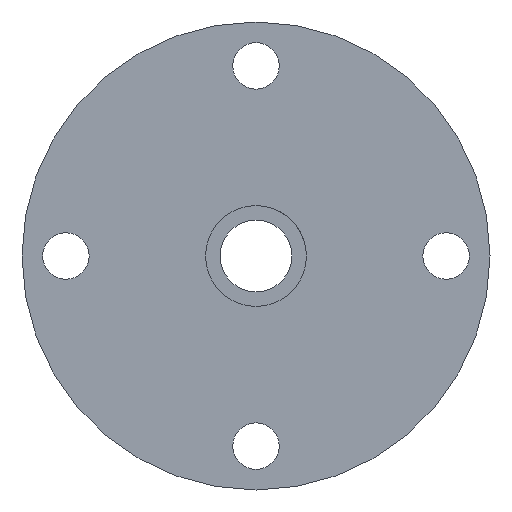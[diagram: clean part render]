
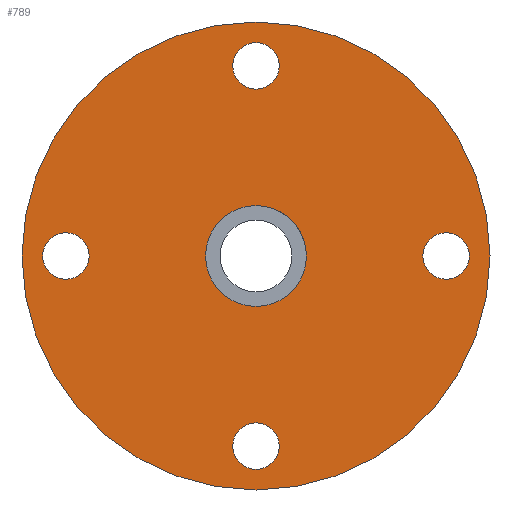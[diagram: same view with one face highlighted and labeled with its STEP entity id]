
A CAD part, front view. The second image highlights one B-rep face of the part: STEP entity #789.
In plain terms, the highlighted planar face has unit normal (0, -1, 0).
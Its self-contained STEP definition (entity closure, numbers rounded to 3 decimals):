
#10 = DIRECTION ( 'NONE',  ( 0., 0., 1. ) ) ;
#38 = CIRCLE ( 'NONE', #750, 7.94 ) ;
#41 = CARTESIAN_POINT ( 'NONE',  ( 65., -10., -7.94 ) ) ;
#49 = CARTESIAN_POINT ( 'NONE',  ( -65., -10., -7.94 ) ) ;
#54 = FACE_BOUND ( 'NONE', #108, .T. ) ;
#58 = CARTESIAN_POINT ( 'NONE',  ( 0., -10., 0. ) ) ;
#63 = EDGE_CURVE ( 'NONE', #736, #481, #552, .T. ) ;
#66 = FACE_OUTER_BOUND ( 'NONE', #1035, .T. ) ;
#72 = CARTESIAN_POINT ( 'NONE',  ( 0., -10., 80. ) ) ;
#73 = EDGE_LOOP ( 'NONE', ( #306, #837 ) ) ;
#93 = AXIS2_PLACEMENT_3D ( 'NONE', #1053, #979, #908 ) ;
#99 = DIRECTION ( 'NONE',  ( 0., 0., 1. ) ) ;
#101 = CARTESIAN_POINT ( 'NONE',  ( 0., -10., -57.06 ) ) ;
#108 = EDGE_LOOP ( 'NONE', ( #640, #906 ) ) ;
#115 = EDGE_CURVE ( 'NONE', #219, #339, #516, .T. ) ;
#133 = FACE_BOUND ( 'NONE', #73, .T. ) ;
#134 = CARTESIAN_POINT ( 'NONE',  ( -65., -10., 0. ) ) ;
#178 = CARTESIAN_POINT ( 'NONE',  ( 65., -10., 7.94 ) ) ;
#182 = EDGE_LOOP ( 'NONE', ( #227, #466 ) ) ;
#197 = ORIENTED_EDGE ( 'NONE', *, *, #63, .F. ) ;
#206 = CIRCLE ( 'NONE', #346, 17.25 ) ;
#219 = VERTEX_POINT ( 'NONE', #101 ) ;
#227 = ORIENTED_EDGE ( 'NONE', *, *, #1050, .T. ) ;
#246 = CARTESIAN_POINT ( 'NONE',  ( 0., -10., -17.25 ) ) ;
#262 = DIRECTION ( 'NONE',  ( 0., 0., 1. ) ) ;
#263 = AXIS2_PLACEMENT_3D ( 'NONE', #894, #329, #723 ) ;
#272 = DIRECTION ( 'NONE',  ( 0., 0., 1. ) ) ;
#291 = CARTESIAN_POINT ( 'NONE',  ( 0., -10., -72.94 ) ) ;
#294 = AXIS2_PLACEMENT_3D ( 'NONE', #58, #784, #1019 ) ;
#298 = EDGE_CURVE ( 'NONE', #766, #1044, #943, .T. ) ;
#300 = VERTEX_POINT ( 'NONE', #914 ) ;
#302 = FACE_BOUND ( 'NONE', #851, .T. ) ;
#303 = EDGE_CURVE ( 'NONE', #481, #736, #394, .T. ) ;
#306 = ORIENTED_EDGE ( 'NONE', *, *, #115, .T. ) ;
#329 = DIRECTION ( 'NONE',  ( 0., 1., 0. ) ) ;
#332 = DIRECTION ( 'NONE',  ( 0., 1., 0. ) ) ;
#339 = VERTEX_POINT ( 'NONE', #291 ) ;
#346 = AXIS2_PLACEMENT_3D ( 'NONE', #593, #913, #272 ) ;
#349 = CARTESIAN_POINT ( 'NONE',  ( 0., -10., -65. ) ) ;
#371 = DIRECTION ( 'NONE',  ( 0., 1., 0. ) ) ;
#386 = CARTESIAN_POINT ( 'NONE',  ( -65., -10., 0. ) ) ;
#394 = CIRCLE ( 'NONE', #990, 80. ) ;
#424 = AXIS2_PLACEMENT_3D ( 'NONE', #690, #994, #262 ) ;
#427 = EDGE_CURVE ( 'NONE', #892, #300, #595, .T. ) ;
#441 = EDGE_CURVE ( 'NONE', #300, #892, #904, .T. ) ;
#453 = FACE_BOUND ( 'NONE', #182, .T. ) ;
#454 = DIRECTION ( 'NONE',  ( 0., 0., 1. ) ) ;
#459 = FACE_BOUND ( 'NONE', #1009, .T. ) ;
#466 = ORIENTED_EDGE ( 'NONE', *, *, #724, .T. ) ;
#471 = AXIS2_PLACEMENT_3D ( 'NONE', #134, #966, #796 ) ;
#476 = ORIENTED_EDGE ( 'NONE', *, *, #303, .F. ) ;
#481 = VERTEX_POINT ( 'NONE', #72 ) ;
#516 = CIRCLE ( 'NONE', #263, 7.94 ) ;
#530 = CIRCLE ( 'NONE', #835, 7.94 ) ;
#532 = PLANE ( 'NONE',  #294 ) ;
#536 = DIRECTION ( 'NONE',  ( 0., 1., 0. ) ) ;
#542 = CARTESIAN_POINT ( 'NONE',  ( 0., -10., 0. ) ) ;
#543 = ORIENTED_EDGE ( 'NONE', *, *, #298, .T. ) ;
#552 = CIRCLE ( 'NONE', #93, 80. ) ;
#569 = EDGE_CURVE ( 'NONE', #702, #600, #771, .T. ) ;
#580 = CARTESIAN_POINT ( 'NONE',  ( 0., -10., 17.25 ) ) ;
#587 = CARTESIAN_POINT ( 'NONE',  ( 0., -10., 65. ) ) ;
#593 = CARTESIAN_POINT ( 'NONE',  ( 0., -10., 0. ) ) ;
#595 = CIRCLE ( 'NONE', #471, 7.94 ) ;
#600 = VERTEX_POINT ( 'NONE', #987 ) ;
#602 = CARTESIAN_POINT ( 'NONE',  ( 0., -10., 57.06 ) ) ;
#625 = DIRECTION ( 'NONE',  ( 0., 1., 0. ) ) ;
#635 = VERTEX_POINT ( 'NONE', #580 ) ;
#640 = ORIENTED_EDGE ( 'NONE', *, *, #441, .T. ) ;
#653 = ORIENTED_EDGE ( 'NONE', *, *, #663, .T. ) ;
#663 = EDGE_CURVE ( 'NONE', #1044, #766, #530, .T. ) ;
#665 = AXIS2_PLACEMENT_3D ( 'NONE', #888, #332, #970 ) ;
#669 = DIRECTION ( 'NONE',  ( 0., 1., 0. ) ) ;
#673 = DIRECTION ( 'NONE',  ( 0., 1., 0. ) ) ;
#687 = CIRCLE ( 'NONE', #880, 7.94 ) ;
#688 = CARTESIAN_POINT ( 'NONE',  ( 65., -10., 0. ) ) ;
#690 = CARTESIAN_POINT ( 'NONE',  ( 65., -10., 0. ) ) ;
#694 = DIRECTION ( 'NONE',  ( 0., 0., 1. ) ) ;
#702 = VERTEX_POINT ( 'NONE', #602 ) ;
#723 = DIRECTION ( 'NONE',  ( 0., 0., 1. ) ) ;
#724 = EDGE_CURVE ( 'NONE', #957, #635, #206, .T. ) ;
#725 = ORIENTED_EDGE ( 'NONE', *, *, #569, .T. ) ;
#736 = VERTEX_POINT ( 'NONE', #930 ) ;
#746 = DIRECTION ( 'NONE',  ( 0., 0., 1. ) ) ;
#750 = AXIS2_PLACEMENT_3D ( 'NONE', #349, #536, #959 ) ;
#766 = VERTEX_POINT ( 'NONE', #41 ) ;
#770 = EDGE_CURVE ( 'NONE', #339, #219, #38, .T. ) ;
#771 = CIRCLE ( 'NONE', #665, 7.94 ) ;
#774 = CIRCLE ( 'NONE', #948, 17.25 ) ;
#784 = DIRECTION ( 'NONE',  ( 0., 1., 0. ) ) ;
#787 = AXIS2_PLACEMENT_3D ( 'NONE', #386, #625, #454 ) ;
#789 = ADVANCED_FACE ( 'NONE', ( #133, #302, #459, #54, #453, #66 ), #532, .F. ) ;
#796 = DIRECTION ( 'NONE',  ( 0., 0., 1. ) ) ;
#798 = CARTESIAN_POINT ( 'NONE',  ( 0., -10., 0. ) ) ;
#828 = DIRECTION ( 'NONE',  ( 0., 1., 0. ) ) ;
#835 = AXIS2_PLACEMENT_3D ( 'NONE', #688, #673, #746 ) ;
#837 = ORIENTED_EDGE ( 'NONE', *, *, #770, .T. ) ;
#842 = ORIENTED_EDGE ( 'NONE', *, *, #956, .T. ) ;
#851 = EDGE_LOOP ( 'NONE', ( #653, #543 ) ) ;
#880 = AXIS2_PLACEMENT_3D ( 'NONE', #587, #669, #10 ) ;
#888 = CARTESIAN_POINT ( 'NONE',  ( 0., -10., 65. ) ) ;
#892 = VERTEX_POINT ( 'NONE', #49 ) ;
#894 = CARTESIAN_POINT ( 'NONE',  ( 0., -10., -65. ) ) ;
#904 = CIRCLE ( 'NONE', #787, 7.94 ) ;
#906 = ORIENTED_EDGE ( 'NONE', *, *, #427, .T. ) ;
#908 = DIRECTION ( 'NONE',  ( 0., 0., 1. ) ) ;
#913 = DIRECTION ( 'NONE',  ( 0., 1., 0. ) ) ;
#914 = CARTESIAN_POINT ( 'NONE',  ( -65., -10., 7.94 ) ) ;
#930 = CARTESIAN_POINT ( 'NONE',  ( 0., -10., -80. ) ) ;
#943 = CIRCLE ( 'NONE', #424, 7.94 ) ;
#948 = AXIS2_PLACEMENT_3D ( 'NONE', #798, #828, #99 ) ;
#956 = EDGE_CURVE ( 'NONE', #600, #702, #687, .T. ) ;
#957 = VERTEX_POINT ( 'NONE', #246 ) ;
#959 = DIRECTION ( 'NONE',  ( 0., 0., 1. ) ) ;
#966 = DIRECTION ( 'NONE',  ( 0., 1., 0. ) ) ;
#970 = DIRECTION ( 'NONE',  ( 0., 0., 1. ) ) ;
#979 = DIRECTION ( 'NONE',  ( 0., 1., 0. ) ) ;
#987 = CARTESIAN_POINT ( 'NONE',  ( 0., -10., 72.94 ) ) ;
#990 = AXIS2_PLACEMENT_3D ( 'NONE', #542, #371, #694 ) ;
#994 = DIRECTION ( 'NONE',  ( 0., 1., 0. ) ) ;
#1009 = EDGE_LOOP ( 'NONE', ( #842, #725 ) ) ;
#1019 = DIRECTION ( 'NONE',  ( 0., 0., 1. ) ) ;
#1035 = EDGE_LOOP ( 'NONE', ( #476, #197 ) ) ;
#1044 = VERTEX_POINT ( 'NONE', #178 ) ;
#1050 = EDGE_CURVE ( 'NONE', #635, #957, #774, .T. ) ;
#1053 = CARTESIAN_POINT ( 'NONE',  ( 0., -10., 0. ) ) ;
